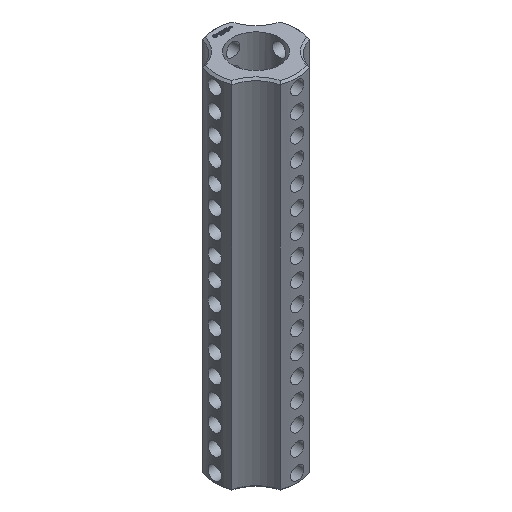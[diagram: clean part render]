
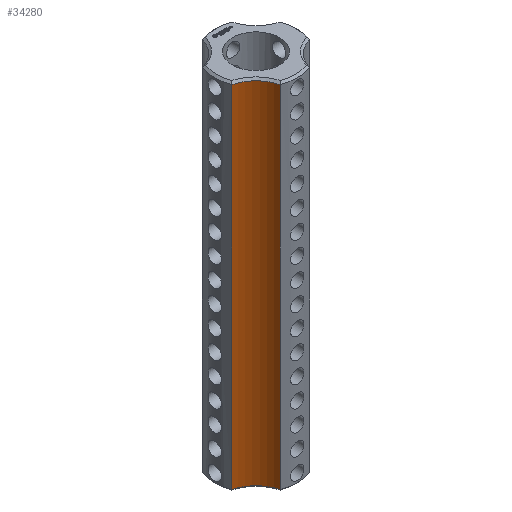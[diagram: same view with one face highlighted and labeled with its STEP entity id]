
A CAD part, isometric view. The second image highlights one B-rep face of the part: STEP entity #34280.
In plain terms, the highlighted cylindrical face has radius 5 mm (diameter 10 mm), a partial arc.
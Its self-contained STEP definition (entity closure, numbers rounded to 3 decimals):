
#3776 = CYLINDRICAL_SURFACE('',#3777,6.25);
#3777 = AXIS2_PLACEMENT_3D('',#3778,#3779,#3780);
#3778 = CARTESIAN_POINT('',(0.,0.,0.));
#3779 = DIRECTION('',(-0.,-0.,-1.));
#3780 = DIRECTION('',(1.,0.,0.));
#8497 = EDGE_CURVE('',#8498,#8500,#8502,.T.);
#8498 = VERTEX_POINT('',#8499);
#8499 = CARTESIAN_POINT('',(-2.225,-5.841,0.3));
#8500 = VERTEX_POINT('',#8501);
#8501 = CARTESIAN_POINT('',(-2.225,-5.841,52.825));
#8502 = SURFACE_CURVE('',#8503,(#8507,#8514),.PCURVE_S1.);
#8503 = LINE('',#8504,#8505);
#8504 = CARTESIAN_POINT('',(-2.225,-5.841,0.));
#8505 = VECTOR('',#8506,1.);
#8506 = DIRECTION('',(0.,0.,1.));
#8507 = PCURVE('',#3776,#8508);
#8508 = DEFINITIONAL_REPRESENTATION('',(#8509),#8513);
#8509 = LINE('',#8510,#8511);
#8510 = CARTESIAN_POINT('',(-4.348,0.));
#8511 = VECTOR('',#8512,1.);
#8512 = DIRECTION('',(-0.,-1.));
#8513 = ( GEOMETRIC_REPRESENTATION_CONTEXT(2) 
PARAMETRIC_REPRESENTATION_CONTEXT() REPRESENTATION_CONTEXT('2D SPACE',''
  ) );
#8514 = PCURVE('',#8515,#8520);
#8515 = CYLINDRICAL_SURFACE('',#8516,5.);
#8516 = AXIS2_PLACEMENT_3D('',#8517,#8518,#8519);
#8517 = CARTESIAN_POINT('',(-7.071,-7.071,0.));
#8518 = DIRECTION('',(-0.,-0.,-1.));
#8519 = DIRECTION('',(1.,0.,0.));
#8520 = DEFINITIONAL_REPRESENTATION('',(#8521),#8525);
#8521 = LINE('',#8522,#8523);
#8522 = CARTESIAN_POINT('',(-0.249,0.));
#8523 = VECTOR('',#8524,1.);
#8524 = DIRECTION('',(-0.,-1.));
#8525 = ( GEOMETRIC_REPRESENTATION_CONTEXT(2) 
PARAMETRIC_REPRESENTATION_CONTEXT() REPRESENTATION_CONTEXT('2D SPACE',''
  ) );
#11460 = CONICAL_SURFACE('',#11461,5.,0.785);
#11461 = AXIS2_PLACEMENT_3D('',#11462,#11463,#11464);
#11462 = CARTESIAN_POINT('',(-7.071,-7.071,0.3));
#11463 = DIRECTION('',(-0.,-0.,-1.));
#11464 = DIRECTION('',(0.969,0.246,0.));
#11662 = CONICAL_SURFACE('',#11663,5.,0.785);
#11663 = AXIS2_PLACEMENT_3D('',#11664,#11665,#11666);
#11664 = CARTESIAN_POINT('',(-7.071,-7.071,52.825));
#11665 = DIRECTION('',(0.,0.,1.));
#11666 = DIRECTION('',(0.969,0.246,0.));
#34280 = ADVANCED_FACE('',(#34281),#8515,.F.);
#34281 = FACE_BOUND('',#34282,.T.);
#34282 = EDGE_LOOP('',(#34283,#34284,#34308,#34336));
#34283 = ORIENTED_EDGE('',*,*,#8497,.T.);
#34284 = ORIENTED_EDGE('',*,*,#34285,.T.);
#34285 = EDGE_CURVE('',#8500,#34286,#34288,.T.);
#34286 = VERTEX_POINT('',#34287);
#34287 = CARTESIAN_POINT('',(-5.841,-2.225,52.825));
#34288 = SURFACE_CURVE('',#34289,(#34294,#34301),.PCURVE_S1.);
#34289 = CIRCLE('',#34290,5.);
#34290 = AXIS2_PLACEMENT_3D('',#34291,#34292,#34293);
#34291 = CARTESIAN_POINT('',(-7.071,-7.071,52.825));
#34292 = DIRECTION('',(0.,-0.,1.));
#34293 = DIRECTION('',(0.969,0.246,0.));
#34294 = PCURVE('',#8515,#34295);
#34295 = DEFINITIONAL_REPRESENTATION('',(#34296),#34300);
#34296 = LINE('',#34297,#34298);
#34297 = CARTESIAN_POINT('',(-0.249,-52.825));
#34298 = VECTOR('',#34299,1.);
#34299 = DIRECTION('',(-1.,0.));
#34300 = ( GEOMETRIC_REPRESENTATION_CONTEXT(2) 
PARAMETRIC_REPRESENTATION_CONTEXT() REPRESENTATION_CONTEXT('2D SPACE',''
  ) );
#34301 = PCURVE('',#11662,#34302);
#34302 = DEFINITIONAL_REPRESENTATION('',(#34303),#34307);
#34303 = LINE('',#34304,#34305);
#34304 = CARTESIAN_POINT('',(0.,0.));
#34305 = VECTOR('',#34306,1.);
#34306 = DIRECTION('',(1.,0.));
#34307 = ( GEOMETRIC_REPRESENTATION_CONTEXT(2) 
PARAMETRIC_REPRESENTATION_CONTEXT() REPRESENTATION_CONTEXT('2D SPACE',''
  ) );
#34308 = ORIENTED_EDGE('',*,*,#34309,.F.);
#34309 = EDGE_CURVE('',#34310,#34286,#34312,.T.);
#34310 = VERTEX_POINT('',#34311);
#34311 = CARTESIAN_POINT('',(-5.841,-2.225,0.3));
#34312 = SURFACE_CURVE('',#34313,(#34317,#34324),.PCURVE_S1.);
#34313 = LINE('',#34314,#34315);
#34314 = CARTESIAN_POINT('',(-5.841,-2.225,0.));
#34315 = VECTOR('',#34316,1.);
#34316 = DIRECTION('',(0.,0.,1.));
#34317 = PCURVE('',#8515,#34318);
#34318 = DEFINITIONAL_REPRESENTATION('',(#34319),#34323);
#34319 = LINE('',#34320,#34321);
#34320 = CARTESIAN_POINT('',(-1.322,0.));
#34321 = VECTOR('',#34322,1.);
#34322 = DIRECTION('',(-0.,-1.));
#34323 = ( GEOMETRIC_REPRESENTATION_CONTEXT(2) 
PARAMETRIC_REPRESENTATION_CONTEXT() REPRESENTATION_CONTEXT('2D SPACE',''
  ) );
#34324 = PCURVE('',#34325,#34330);
#34325 = CYLINDRICAL_SURFACE('',#34326,6.25);
#34326 = AXIS2_PLACEMENT_3D('',#34327,#34328,#34329);
#34327 = CARTESIAN_POINT('',(0.,0.,0.));
#34328 = DIRECTION('',(-0.,-0.,-1.));
#34329 = DIRECTION('',(1.,0.,0.));
#34330 = DEFINITIONAL_REPRESENTATION('',(#34331),#34335);
#34331 = LINE('',#34332,#34333);
#34332 = CARTESIAN_POINT('',(-3.506,0.));
#34333 = VECTOR('',#34334,1.);
#34334 = DIRECTION('',(-0.,-1.));
#34335 = ( GEOMETRIC_REPRESENTATION_CONTEXT(2) 
PARAMETRIC_REPRESENTATION_CONTEXT() REPRESENTATION_CONTEXT('2D SPACE',''
  ) );
#34336 = ORIENTED_EDGE('',*,*,#34337,.F.);
#34337 = EDGE_CURVE('',#8498,#34310,#34338,.T.);
#34338 = SURFACE_CURVE('',#34339,(#34344,#34351),.PCURVE_S1.);
#34339 = CIRCLE('',#34340,5.);
#34340 = AXIS2_PLACEMENT_3D('',#34341,#34342,#34343);
#34341 = CARTESIAN_POINT('',(-7.071,-7.071,0.3));
#34342 = DIRECTION('',(0.,-0.,1.));
#34343 = DIRECTION('',(0.969,0.246,0.));
#34344 = PCURVE('',#8515,#34345);
#34345 = DEFINITIONAL_REPRESENTATION('',(#34346),#34350);
#34346 = LINE('',#34347,#34348);
#34347 = CARTESIAN_POINT('',(-0.249,-0.3));
#34348 = VECTOR('',#34349,1.);
#34349 = DIRECTION('',(-1.,0.));
#34350 = ( GEOMETRIC_REPRESENTATION_CONTEXT(2) 
PARAMETRIC_REPRESENTATION_CONTEXT() REPRESENTATION_CONTEXT('2D SPACE',''
  ) );
#34351 = PCURVE('',#11460,#34352);
#34352 = DEFINITIONAL_REPRESENTATION('',(#34353),#34357);
#34353 = LINE('',#34354,#34355);
#34354 = CARTESIAN_POINT('',(-0.,0.));
#34355 = VECTOR('',#34356,1.);
#34356 = DIRECTION('',(-1.,0.));
#34357 = ( GEOMETRIC_REPRESENTATION_CONTEXT(2) 
PARAMETRIC_REPRESENTATION_CONTEXT() REPRESENTATION_CONTEXT('2D SPACE',''
  ) );
